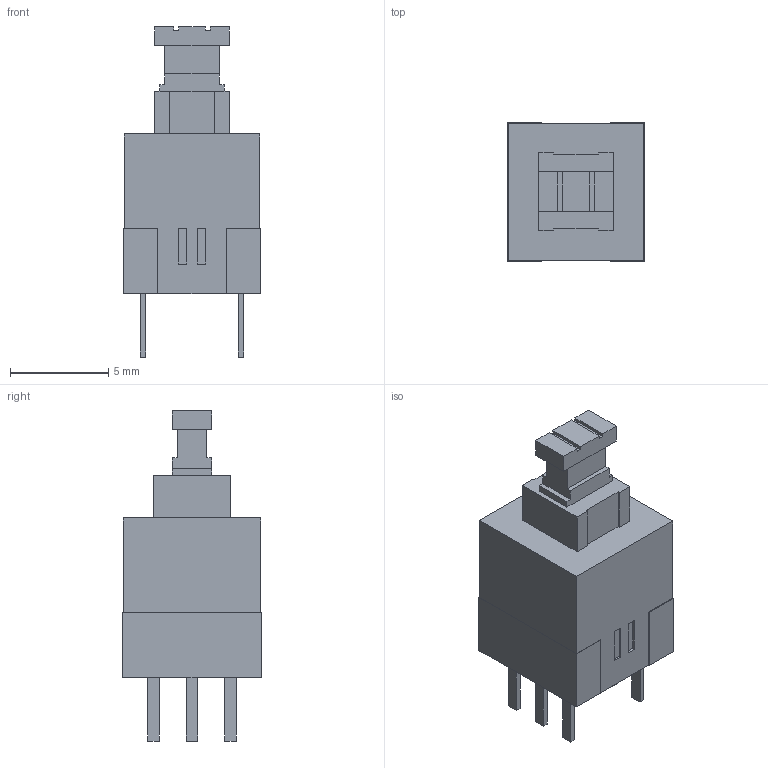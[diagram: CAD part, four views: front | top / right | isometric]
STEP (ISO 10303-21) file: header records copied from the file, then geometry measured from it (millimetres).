
FILE_DESCRIPTION(/* description */ ('Unknown'),/* implementation_level */ '2;1');
FILE_NAME(/* name */ 'Toggle Button (7 x 7 x 12mm) - NON Latching',/* time_stamp */ '2018-11-02T00:00:09-04:00',/* author */ ('Unknown'),/* organization */ ('Unknown'),/* preprocessor_version */ 'ST-DEVELOPER v16.7',/* originating_system */ 'DEX',/* authorisation */ $);
FILE_SCHEMA (('AUTOMOTIVE_DESIGN {1 0 10303 214 3 1 1}'));
Length unit declared in the file: millimetre
Products named in the file (1): Toggle Button (7 x 7 x 12mm) - NON Latching
Bounding box: 6.91 x 7.04 x 16.76 mm (x, y, z)
Volume: 438.8 mm3; surface area: 520.9 mm2
Topology: 1 solids, 21 shells, 278 faces, 672 edges, 448 vertices
Faces by surface type: plane 239, bspline 39
Entity records: 11294 total; most frequent: CARTESIAN_POINT 3462, ORIENTED_EDGE 1336, DIRECTION 884, EDGE_CURVE 668, VERTEX_POINT 448, LINE 404, VECTOR 404, EDGE_LOOP 306
